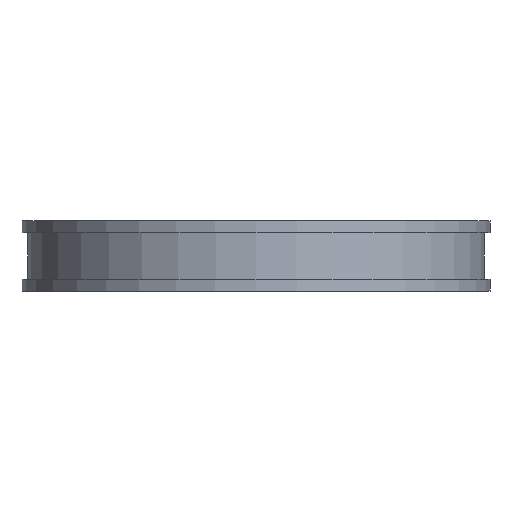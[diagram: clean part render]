
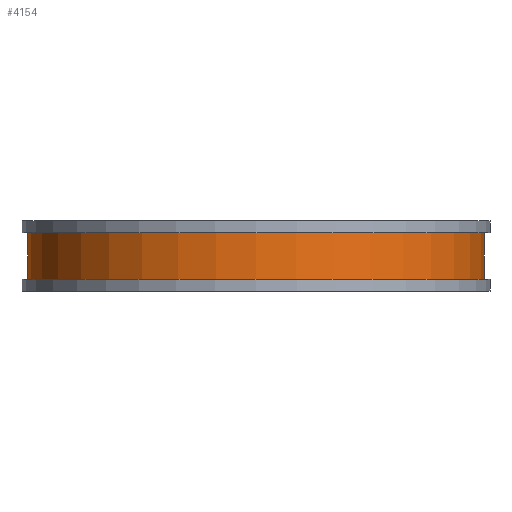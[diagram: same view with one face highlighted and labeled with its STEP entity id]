
A CAD part, front view. The second image highlights one B-rep face of the part: STEP entity #4154.
In plain terms, the highlighted cylindrical face has radius 48.75 mm (diameter 97.5 mm), a partial arc.
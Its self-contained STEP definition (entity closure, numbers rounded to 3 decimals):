
#1050 = CARTESIAN_POINT ( 'NONE',  ( 48.75, 0., 0. ) ) ;
#1081 = AXIS2_PLACEMENT_3D ( 'NONE', #15681, #23732, #5664 ) ;
#1415 = DIRECTION ( 'NONE',  ( 1., 0., 0. ) ) ;
#1513 = AXIS2_PLACEMENT_3D ( 'NONE', #11515, #15353, #11001 ) ;
#2188 = DIRECTION ( 'NONE',  ( 0., 0., -1. ) ) ;
#3280 = DIRECTION ( 'NONE',  ( 0., 0., -1. ) ) ;
#4154 = ADVANCED_FACE ( 'NONE', ( #21561 ), #5591, .T. ) ;
#5591 = CYLINDRICAL_SURFACE ( 'NONE', #1513, 48.75 ) ;
#5638 = ORIENTED_EDGE ( 'NONE', *, *, #16744, .T. ) ;
#5664 = DIRECTION ( 'NONE',  ( 1., 0., 0. ) ) ;
#5692 = EDGE_LOOP ( 'NONE', ( #23257, #24578, #5638, #10108 ) ) ;
#6093 = CARTESIAN_POINT ( 'NONE',  ( -48.75, 0., 0. ) ) ;
#6140 = LINE ( 'NONE', #14191, #16467 ) ;
#9055 = AXIS2_PLACEMENT_3D ( 'NONE', #19091, #9207, #1415 ) ;
#9207 = DIRECTION ( 'NONE',  ( 0., 0., 1. ) ) ;
#10108 = ORIENTED_EDGE ( 'NONE', *, *, #16765, .T. ) ;
#11001 = DIRECTION ( 'NONE',  ( -1., 0., 0. ) ) ;
#11515 = CARTESIAN_POINT ( 'NONE',  ( 0., 0., 10. ) ) ;
#11590 = VECTOR ( 'NONE', #3280, 1000. ) ;
#11633 = CARTESIAN_POINT ( 'NONE',  ( 48.75, 0., 10. ) ) ;
#13021 = CARTESIAN_POINT ( 'NONE',  ( -48.75, 0., 10. ) ) ;
#14191 = CARTESIAN_POINT ( 'NONE',  ( 48.75, 0., 10. ) ) ;
#15255 = VERTEX_POINT ( 'NONE', #11633 ) ;
#15259 = LINE ( 'NONE', #13021, #11590 ) ;
#15353 = DIRECTION ( 'NONE',  ( 0., 0., -1. ) ) ;
#15681 = CARTESIAN_POINT ( 'NONE',  ( 0., 0., 10. ) ) ;
#16467 = VECTOR ( 'NONE', #2188, 1000. ) ;
#16744 = EDGE_CURVE ( 'NONE', #22606, #21245, #15259, .T. ) ;
#16765 = EDGE_CURVE ( 'NONE', #21245, #24148, #24647, .T. ) ;
#17502 = EDGE_CURVE ( 'NONE', #22606, #15255, #19197, .T. ) ;
#19091 = CARTESIAN_POINT ( 'NONE',  ( 0., 0., 0. ) ) ;
#19197 = CIRCLE ( 'NONE', #1081, 48.75 ) ;
#21245 = VERTEX_POINT ( 'NONE', #6093 ) ;
#21561 = FACE_OUTER_BOUND ( 'NONE', #5692, .T. ) ;
#22419 = CARTESIAN_POINT ( 'NONE',  ( -48.75, 0., 10. ) ) ;
#22606 = VERTEX_POINT ( 'NONE', #22419 ) ;
#23257 = ORIENTED_EDGE ( 'NONE', *, *, #25911, .F. ) ;
#23732 = DIRECTION ( 'NONE',  ( 0., 0., 1. ) ) ;
#24148 = VERTEX_POINT ( 'NONE', #1050 ) ;
#24578 = ORIENTED_EDGE ( 'NONE', *, *, #17502, .F. ) ;
#24647 = CIRCLE ( 'NONE', #9055, 48.75 ) ;
#25911 = EDGE_CURVE ( 'NONE', #15255, #24148, #6140, .T. ) ;
